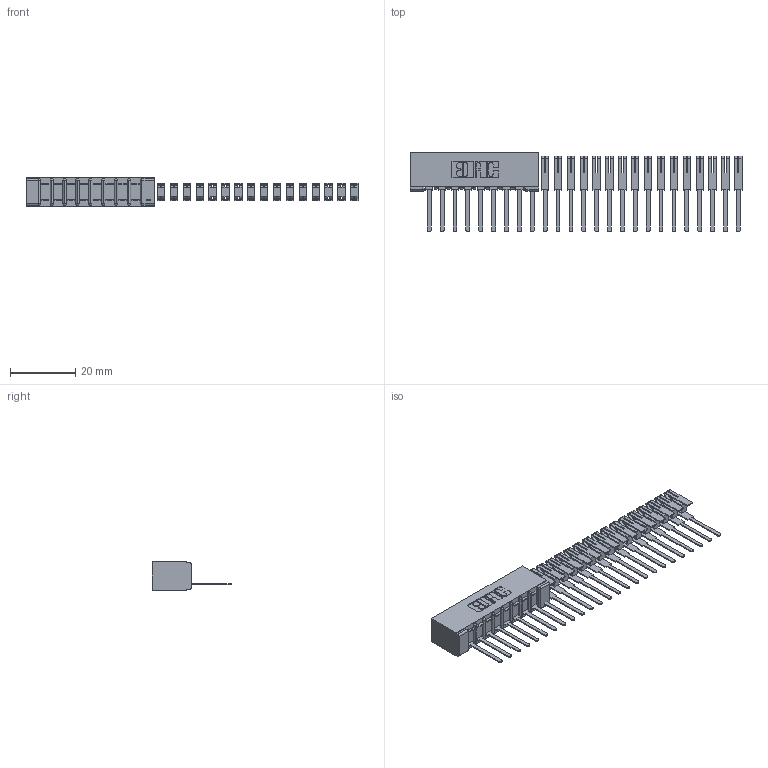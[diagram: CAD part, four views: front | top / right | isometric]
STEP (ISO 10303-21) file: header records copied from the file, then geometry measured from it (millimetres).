
FILE_DESCRIPTION (( 'STEP AP203' ), '1' );
FILE_NAME ('357-025-541-101.STEP', '2018-08-09T02:06:23', ( '' ), ( '' ), 'SwSTEP 2.0', 'SolidWorks 2016', '' );
FILE_SCHEMA (( 'CONFIG_CONTROL_DESIGN' ));
Length unit declared in the file: inch
Products named in the file (3): 357-025-541-101; 307-290-002_541; 307 Part_No Mounting Lugs
Assembly tree (26 placements, depth 2):
  357-025-541-101
    307 Part_No Mounting Lugs
    307-290-002_541  x25
Bounding box: 102.15 x 24.59 x 8.71 mm (x, y, z)
Volume: 3410 mm3; surface area: 9223.9 mm2
Topology: 26 solids, 26 shells, 1629 faces, 5011 edges, 3314 vertices
Faces by surface type: plane 987, cylinder 624, sphere 18
Entity records: 12034 total; most frequent: CARTESIAN_POINT 1949, DIRECTION 1925, ORIENTED_EDGE 1922, EDGE_CURVE 961, VECTOR 721, LINE 721, VERTEX_POINT 626, AXIS2_PLACEMENT_3D 602
